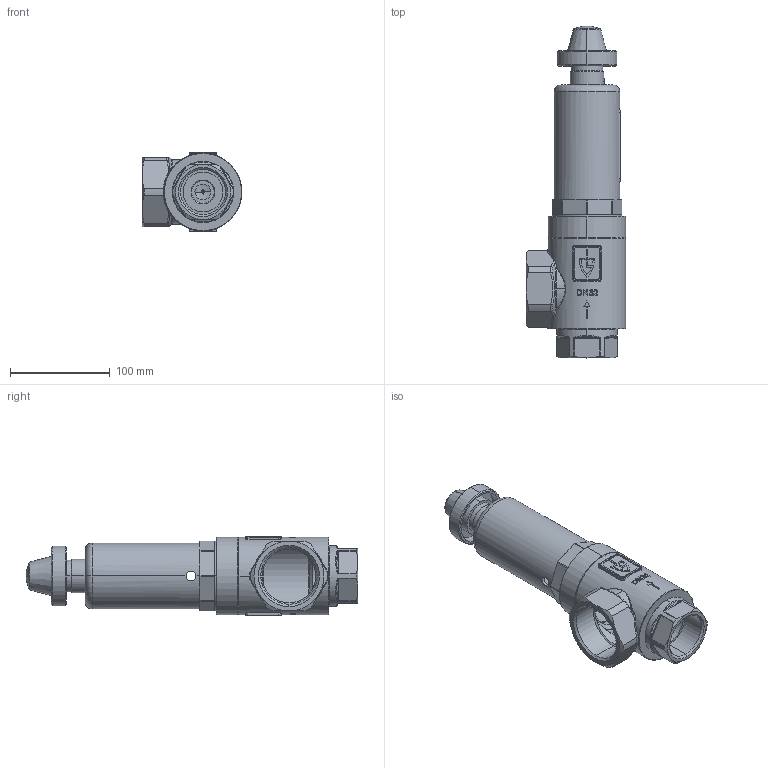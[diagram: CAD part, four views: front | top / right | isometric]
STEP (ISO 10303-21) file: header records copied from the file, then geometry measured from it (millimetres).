
FILE_DESCRIPTION (( 'STEP AP214' ), '1' );
FILE_NAME ('451 1 1-4 IG 1 1-2 Dummy.STEP', '2012-08-17T09:28:50', ( 'Blankenhorn' ), ( '' ), 'SwSTEP 2.0', 'SolidWorks 2011', '' );
FILE_SCHEMA (( 'AUTOMOTIVE_DESIGN' ));
Length unit declared in the file: millimetre
Products named in the file (1): 451 1 1-4 IG 1 1-2 Dummy
Bounding box: 100 x 332 x 79 mm (x, y, z)
Volume: 369855.3 mm3; surface area: 174880.7 mm2
Topology: 7 solids, 7 shells, 661 faces, 1640 edges, 1029 vertices
Faces by surface type: plane 230, cylinder 187, bspline 115, cone 73, torus 44, sphere 12
Entity records: 33547 total; most frequent: CARTESIAN_POINT 11377, ORIENTED_EDGE 3280, DIRECTION 2837, EDGE_CURVE 1640, AXIS2_PLACEMENT_3D 1097, VERTEX_POINT 1029, EDGE_LOOP 715, UNCERTAINTY_MEASURE_WITH_UNIT 670
